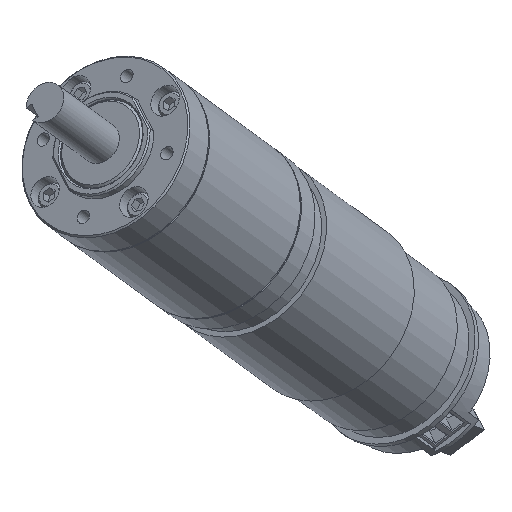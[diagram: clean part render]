
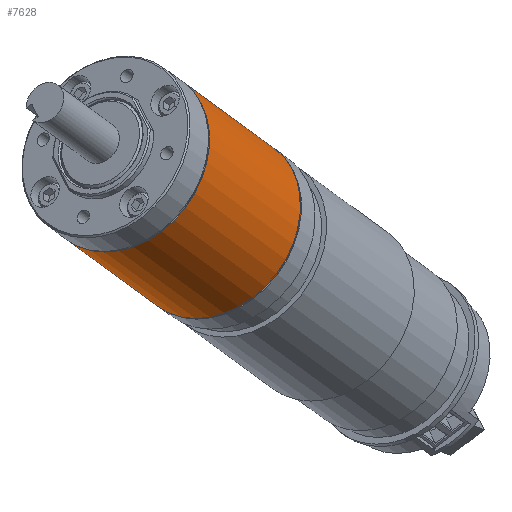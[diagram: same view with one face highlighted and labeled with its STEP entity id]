
A CAD part, top view. The second image highlights one B-rep face of the part: STEP entity #7628.
In plain terms, the highlighted cylindrical face has radius 22.5 mm (diameter 45 mm), a full revolution.
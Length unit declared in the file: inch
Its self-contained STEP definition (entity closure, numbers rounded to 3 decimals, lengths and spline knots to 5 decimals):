
#954=FACE_BOUND('',#1582,.T.);
#1101=FACE_OUTER_BOUND('',#1581,.T.);
#1581=EDGE_LOOP('',(#5503));
#1582=EDGE_LOOP('',(#5504));
#3534=CIRCLE('',#8141,0.88583);
#3535=CIRCLE('',#8143,0.88583);
#3698=VERTEX_POINT('',#10481);
#3699=VERTEX_POINT('',#10484);
#4424=EDGE_CURVE('',#3698,#3698,#3534,.T.);
#4425=EDGE_CURVE('',#3699,#3699,#3535,.T.);
#5503=ORIENTED_EDGE('',*,*,#4424,.T.);
#5504=ORIENTED_EDGE('',*,*,#4425,.T.);
#7546=CYLINDRICAL_SURFACE('',#8142,0.88583);
#7628=ADVANCED_FACE('',(#1101,#954),#7546,.T.);
#8141=AXIS2_PLACEMENT_3D('',#10482,#8759,#8760);
#8142=AXIS2_PLACEMENT_3D('',#10483,#8761,#8762);
#8143=AXIS2_PLACEMENT_3D('',#10485,#8763,#8764);
#8759=DIRECTION('center_axis',(-1.,0.,0.));
#8760=DIRECTION('ref_axis',(0.,0.,-1.));
#8761=DIRECTION('center_axis',(-1.,0.,0.));
#8762=DIRECTION('ref_axis',(0.,0.,1.));
#8763=DIRECTION('center_axis',(1.,0.,0.));
#8764=DIRECTION('ref_axis',(0.,0.,-1.));
#10481=CARTESIAN_POINT('',(4.485,0.,0.88583));
#10482=CARTESIAN_POINT('Origin',(4.485,0.,0.));
#10483=CARTESIAN_POINT('Origin',(4.493,0.,0.));
#10484=CARTESIAN_POINT('',(2.868,0.,0.88583));
#10485=CARTESIAN_POINT('Origin',(2.868,0.,0.));
